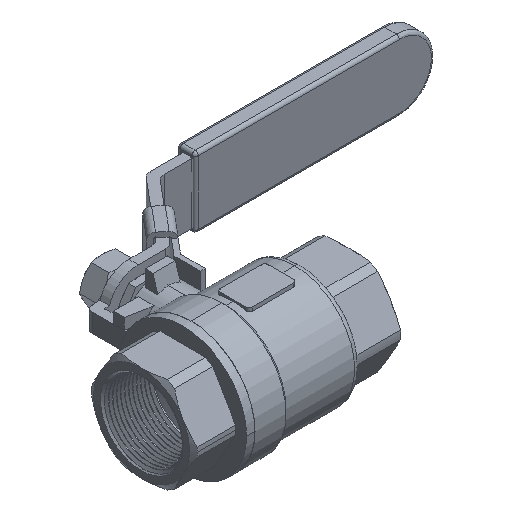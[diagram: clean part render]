
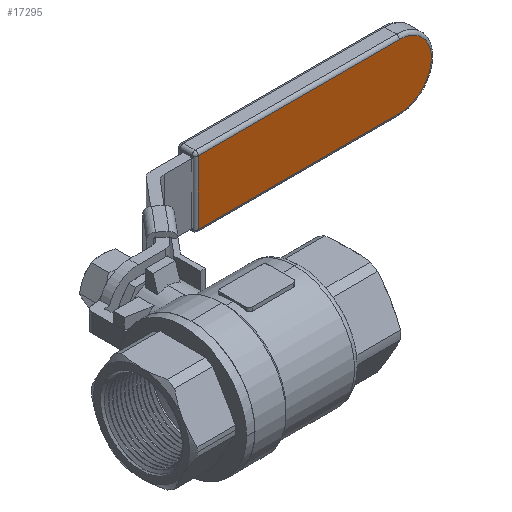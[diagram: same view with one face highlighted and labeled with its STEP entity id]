
A CAD part, isometric view. The second image highlights one B-rep face of the part: STEP entity #17295.
In plain terms, the highlighted planar face has unit normal (0, -1, 0).
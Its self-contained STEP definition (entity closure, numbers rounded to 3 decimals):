
#156 = CARTESIAN_POINT ( 'NONE',  ( 32.771, 0., 10. ) ) ;
#1829 = LINE ( 'NONE', #16594, #30673 ) ;
#2645 = DIRECTION ( 'NONE',  ( 0., 0., 1. ) ) ;
#2880 = EDGE_CURVE ( 'NONE', #4880, #35410, #2929, .T. ) ;
#2929 = LINE ( 'NONE', #28166, #5137 ) ;
#4880 = VERTEX_POINT ( 'NONE', #9394 ) ;
#5137 = VECTOR ( 'NONE', #5483, 1000. ) ;
#5483 = DIRECTION ( 'NONE',  ( 1., 0., 0. ) ) ;
#7438 = CARTESIAN_POINT ( 'NONE',  ( 12.771, 0., 0. ) ) ;
#8572 = CARTESIAN_POINT ( 'NONE',  ( 12.771, 0., -10. ) ) ;
#8918 = EDGE_CURVE ( 'NONE', #23522, #4880, #1829, .T. ) ;
#9335 = CARTESIAN_POINT ( 'NONE',  ( 12.771, 0., -10. ) ) ;
#9394 = CARTESIAN_POINT ( 'NONE',  ( -50.229, 0., 10. ) ) ;
#10415 = LINE ( 'NONE', #16097, #10877 ) ;
#10877 = VECTOR ( 'NONE', #23991, 1000. ) ;
#12585 = DIRECTION ( 'NONE',  ( 0., 1., 0. ) ) ;
#14244 = VERTEX_POINT ( 'NONE', #9335 ) ;
#16097 = CARTESIAN_POINT ( 'NONE',  ( 12.771, 0., -10. ) ) ;
#16594 = CARTESIAN_POINT ( 'NONE',  ( -50.229, 0., 0. ) ) ;
#17295 = ADVANCED_FACE ( 'NONE', ( #24259 ), #34976, .F. ) ;
#22507 = CARTESIAN_POINT ( 'NONE',  ( 32.771, 0., -10. ) ) ;
#23522 = VERTEX_POINT ( 'NONE', #33232 ) ;
#23630 = ORIENTED_EDGE ( 'NONE', *, *, #29055, .F. ) ;
#23707 = CARTESIAN_POINT ( 'NONE',  ( 12.771, 0., 10. ) ) ;
#23991 = DIRECTION ( 'NONE',  ( -1., 0., 0. ) ) ;
#24259 = FACE_OUTER_BOUND ( 'NONE', #28012, .T. ) ;
#25150 = ORIENTED_EDGE ( 'NONE', *, *, #31401, .F. ) ;
#26131 = ORIENTED_EDGE ( 'NONE', *, *, #8918, .F. ) ;
#26396 =( BOUNDED_CURVE ( )  B_SPLINE_CURVE ( 3, ( #27117, #156, #22507, #8572 ),
 .UNSPECIFIED., .F., .F. ) 
 B_SPLINE_CURVE_WITH_KNOTS ( ( 4, 4 ),
 ( 0., 1. ),
 .UNSPECIFIED. ) 
 CURVE ( )  GEOMETRIC_REPRESENTATION_ITEM ( )  RATIONAL_B_SPLINE_CURVE ( ( 1., 0.333, 0.333, 1. ) ) 
 REPRESENTATION_ITEM ( '' )  );
#26449 = DIRECTION ( 'NONE',  ( 0., 0., 1. ) ) ;
#27117 = CARTESIAN_POINT ( 'NONE',  ( 12.771, 0., 10. ) ) ;
#28012 = EDGE_LOOP ( 'NONE', ( #25150, #23630, #35194, #26131 ) ) ;
#28166 = CARTESIAN_POINT ( 'NONE',  ( 12.771, 0., 10. ) ) ;
#29055 = EDGE_CURVE ( 'NONE', #35410, #14244, #26396, .T. ) ;
#29596 = AXIS2_PLACEMENT_3D ( 'NONE', #7438, #12585, #26449 ) ;
#30673 = VECTOR ( 'NONE', #2645, 1000. ) ;
#31401 = EDGE_CURVE ( 'NONE', #14244, #23522, #10415, .T. ) ;
#33232 = CARTESIAN_POINT ( 'NONE',  ( -50.229, 0., -10. ) ) ;
#34976 = PLANE ( 'NONE',  #29596 ) ;
#35194 = ORIENTED_EDGE ( 'NONE', *, *, #2880, .F. ) ;
#35410 = VERTEX_POINT ( 'NONE', #23707 ) ;
